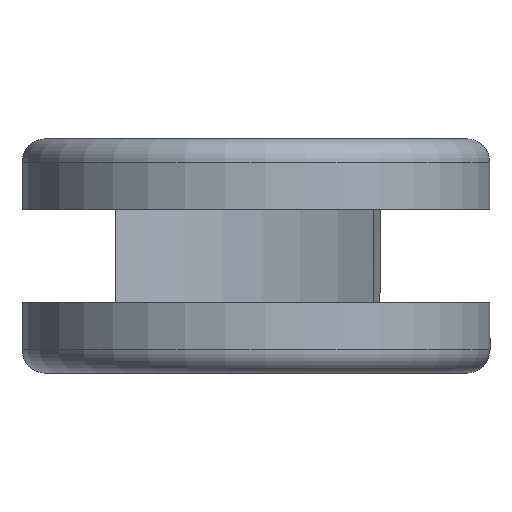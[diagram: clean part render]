
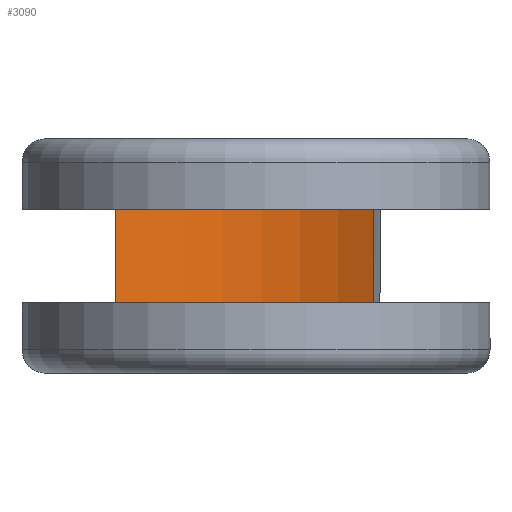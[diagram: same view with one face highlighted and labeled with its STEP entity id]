
A CAD part, left-side view. The second image highlights one B-rep face of the part: STEP entity #3090.
In plain terms, the highlighted cylindrical face has radius 10.5 mm (diameter 21 mm), a partial arc.
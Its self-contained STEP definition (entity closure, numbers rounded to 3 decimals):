
#202=LINE('',#4627,#412);
#221=LINE('',#4711,#431);
#412=VECTOR('',#3724,10.);
#431=VECTOR('',#3799,10.);
#619=CYLINDRICAL_SURFACE('',#3368,10.5);
#708=FACE_OUTER_BOUND('',#892,.T.);
#892=EDGE_LOOP('',(#2238,#2239,#2240,#2241));
#1126=CIRCLE('',#3369,10.5);
#1127=CIRCLE('',#3370,10.5);
#1351=VERTEX_POINT('',#4624);
#1352=VERTEX_POINT('',#4626);
#1380=VERTEX_POINT('',#4708);
#1381=VERTEX_POINT('',#4710);
#1663=EDGE_CURVE('',#1351,#1352,#202,.T.);
#1702=EDGE_CURVE('',#1380,#1381,#221,.T.);
#1715=EDGE_CURVE('',#1351,#1381,#1126,.T.);
#1716=EDGE_CURVE('',#1380,#1352,#1127,.T.);
#2238=ORIENTED_EDGE('',*,*,#1715,.T.);
#2239=ORIENTED_EDGE('',*,*,#1702,.F.);
#2240=ORIENTED_EDGE('',*,*,#1716,.T.);
#2241=ORIENTED_EDGE('',*,*,#1663,.F.);
#3090=ADVANCED_FACE('',(#708),#619,.F.);
#3368=AXIS2_PLACEMENT_3D('',#4736,#3826,#3827);
#3369=AXIS2_PLACEMENT_3D('',#4737,#3828,#3829);
#3370=AXIS2_PLACEMENT_3D('',#4738,#3830,#3831);
#3724=DIRECTION('',(0.,0.,1.));
#3799=DIRECTION('',(0.,0.,-1.));
#3826=DIRECTION('center_axis',(0.,0.,1.));
#3827=DIRECTION('ref_axis',(1.,0.,0.));
#3828=DIRECTION('center_axis',(0.,0.,-1.));
#3829=DIRECTION('ref_axis',(1.,0.,0.));
#3830=DIRECTION('center_axis',(0.,0.,1.));
#3831=DIRECTION('ref_axis',(1.,0.,0.));
#4624=CARTESIAN_POINT('',(-8.883,6.,3.));
#4626=CARTESIAN_POINT('',(-8.883,6.,7.));
#4627=CARTESIAN_POINT('',(-8.883,6.,0.));
#4708=CARTESIAN_POINT('',(-8.267,-5.,7.));
#4710=CARTESIAN_POINT('',(-8.267,-5.,3.));
#4711=CARTESIAN_POINT('',(-8.267,-5.,0.));
#4736=CARTESIAN_POINT('Origin',(-17.5,0.,
0.));
#4737=CARTESIAN_POINT('Origin',(-17.5,0.,
3.));
#4738=CARTESIAN_POINT('Origin',(-17.5,0.,
7.));
